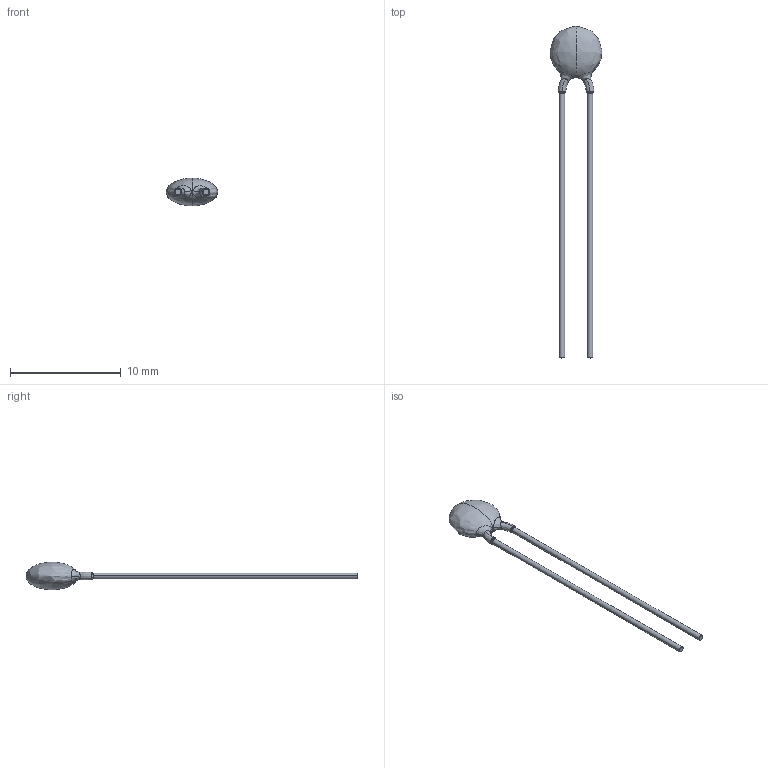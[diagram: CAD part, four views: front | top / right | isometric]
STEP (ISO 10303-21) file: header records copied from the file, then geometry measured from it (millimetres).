
FILE_DESCRIPTION (( 'STEP AP214' ), '1' );
FILE_NAME ('10pF Ceramic Disc 3.STEP', '2014-08-22T19:59:58', ( '' ), ( '' ), 'SwSTEP 2.0', 'SolidWorks 2013', '' );
FILE_SCHEMA (( 'AUTOMOTIVE_DESIGN' ));
Length unit declared in the file: millimetre
Products named in the file (1): 10pF Ceramic Disc 3
Bounding box: 4.69 x 30.03 x 2.5 mm (x, y, z)
Volume: 39.7 mm3; surface area: 131.4 mm2
Topology: 1 solids, 1 shells, 24 faces, 66 edges, 42 vertices
Faces by surface type: bspline 14, cylinder 4, torus 4, plane 2
Entity records: 1720 total; most frequent: CARTESIAN_POINT 931, ORIENTED_EDGE 124, DIRECTION 74, EDGE_CURVE 62, VERTEX_POINT 42, AXIS2_PLACEMENT_3D 35, B_SPLINE_CURVE_WITH_KNOTS 32, UNCERTAINTY_MEASURE_WITH_UNIT 27
